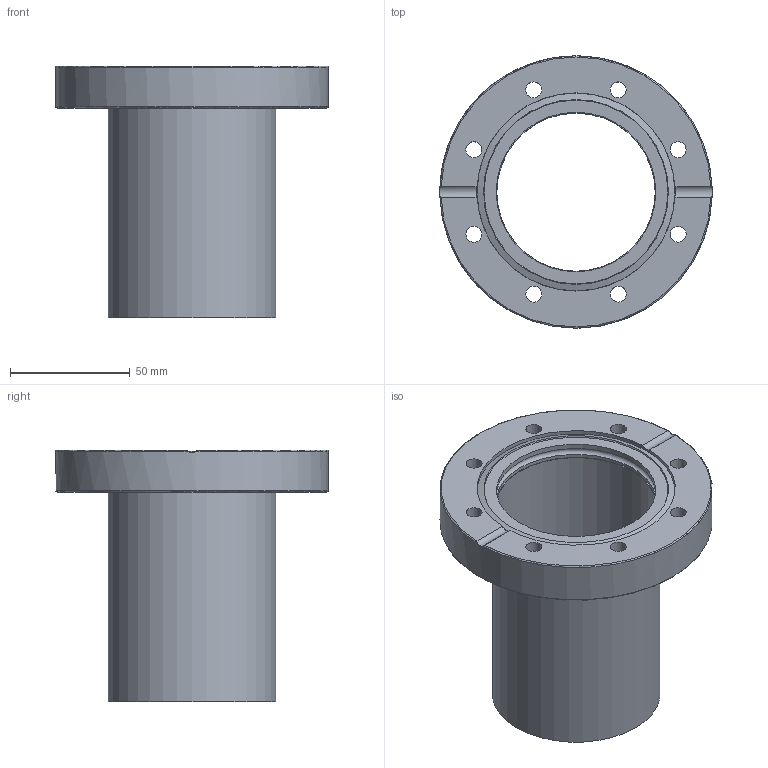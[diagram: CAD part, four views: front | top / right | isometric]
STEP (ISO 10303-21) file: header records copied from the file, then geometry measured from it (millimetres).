
FILE_DESCRIPTION((''),'2;1');
FILE_NAME('TU63RT-316LNS.stp','2009-04-09T13:05:00',('hasers'),(''),'Autodesk Inventor 2008','Autodesk Inventor 2008','');
FILE_SCHEMA(('AUTOMOTIVE_DESIGN { 1 0 10303 214 1 1 1 1 }'));
Length unit declared in the file: millimetre
Products named in the file (4): TU63RT-316LNS; CF-R [Subject [Summary]=-316LNS][Title [Summary]=F63RIB70]; CF-R [Subject [Summary]=-316LNS][Title [Summary]=F63ROT]; Rohre [Subject [Summary]=normal][Keywords [Summary]=1.4404][Title [Summary]=70x2,0 (0,5m)]_2
Assembly tree (3 placements, depth 2):
  TU63RT-316LNS
    CF-R [Subject [Summary]=-316LNS][Title [Summary]=F63RIB70]
    CF-R [Subject [Summary]=-316LNS][Title [Summary]=F63ROT]
    Rohre [Subject [Summary]=normal][Keywords [Summary]=1.4404][Title [Summary]=70x2,0 (0,5m)]_2
Bounding box: 113.5 x 113.5 x 105 mm (x, y, z)
Volume: 141754.6 mm3; surface area: 75714.8 mm2
Topology: 3 solids, 3 shells, 41 faces, 102 edges, 68 vertices
Faces by surface type: bspline 16, torus 8, plane 7, cylinder 7, cone 3
Full cylindrical faces by diameter (mm): 66 x1, 70 x1, 82.4 x1, 83.2 x1, 113.5 x1
Entity records: 1416 total; most frequent: CARTESIAN_POINT 522, DIRECTION 164, ORIENTED_EDGE 120, EDGE_LOOP 92, AXIS2_PLACEMENT_3D 80, EDGE_CURVE 60, VERTEX_POINT 54, FACE_BOUND 51
